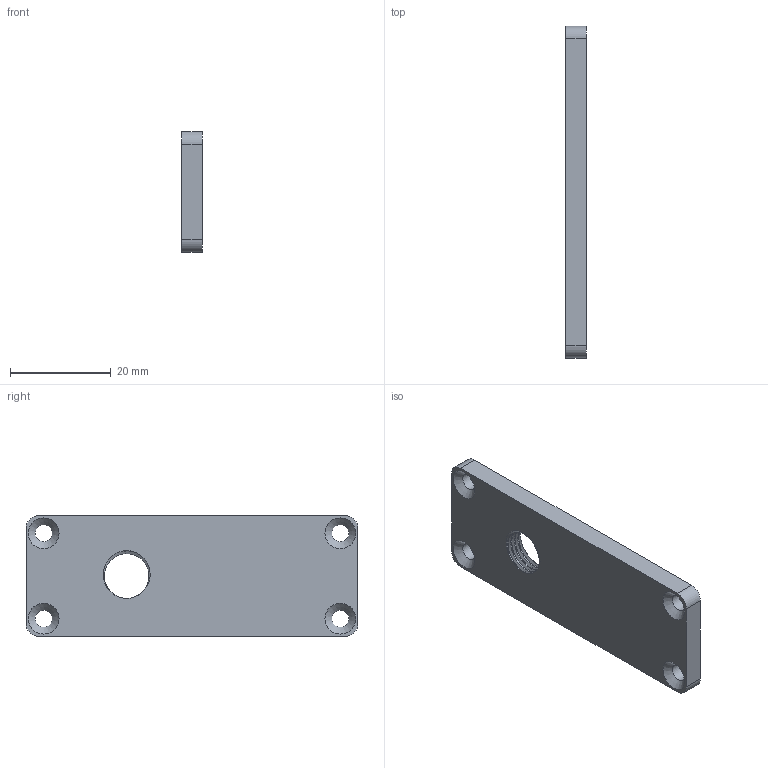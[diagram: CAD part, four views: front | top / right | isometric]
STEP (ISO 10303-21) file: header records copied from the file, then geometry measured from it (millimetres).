
FILE_DESCRIPTION(('FreeCAD Model'),'2;1');
FILE_NAME('Open CASCADE Shape Model','2024-11-12T13:41:31',(''),(''), 'Open CASCADE STEP processor 7.8','FreeCAD','Unknown');
FILE_SCHEMA(('AUTOMOTIVE_DESIGN { 1 0 10303 214 1 1 1 1 }'));
Length unit declared in the file: millimetre
Products named in the file (2): MountingBase; Body
Assembly tree (1 placements, depth 2):
  MountingBase
    Body
Bounding box: 4 x 66 x 24 mm (x, y, z)
Volume: 5842 mm3; surface area: 3990.8 mm2
Topology: 1 solids, 1 shells, 39 faces, 91 edges, 54 vertices
Faces by surface type: bspline 15, cylinder 14, plane 6, cone 4
Full cylindrical faces by diameter (mm): 3.4 x4, 8.917 x4
Entity records: 2756 total; most frequent: CARTESIAN_POINT 1928, ORIENTED_EDGE 182, DIRECTION 129, EDGE_CURVE 91, VERTEX_POINT 54, AXIS2_PLACEMENT_3D 50, FACE_BOUND 49, EDGE_LOOP 49
